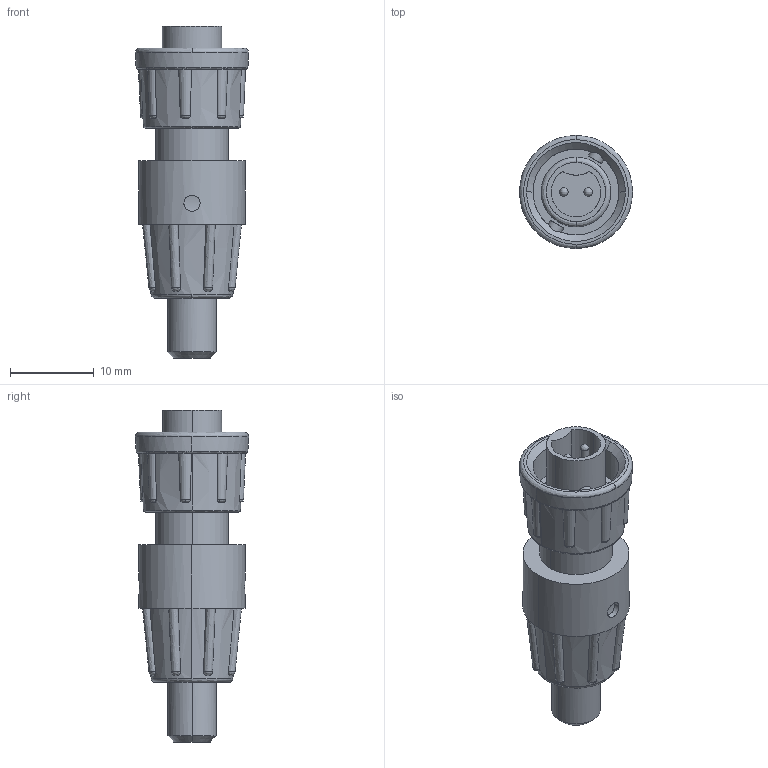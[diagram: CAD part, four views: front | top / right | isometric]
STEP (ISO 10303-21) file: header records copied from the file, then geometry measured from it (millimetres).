
FILE_DESCRIPTION (( 'STEP AP203' ), '1' );
FILE_NAME ('16280-2PG-315.STEP', '2013-09-27T15:27:51', ( 'J0FPBF1' ), ( '' ), 'SwSTEP 2.0', 'SolidWorks 2012', '' );
FILE_SCHEMA (( 'CONFIG_CONTROL_DESIGN' ));
Length unit declared in the file: inch
Products named in the file (1): 16280-2PG-315
Bounding box: 13.51 x 13.51 x 39.65 mm (x, y, z)
Volume: 2924.6 mm3; surface area: 2230.5 mm2
Topology: 1 solids, 1 shells, 157 faces, 479 edges, 329 vertices
Faces by surface type: bspline 60, plane 47, cylinder 29, cone 21
Entity records: 12373 total; most frequent: CARTESIAN_POINT 8710, ORIENTED_EDGE 946, DIRECTION 508, EDGE_CURVE 473, VERTEX_POINT 329, B_SPLINE_CURVE_WITH_KNOTS 262, AXIS2_PLACEMENT_3D 227, EDGE_LOOP 168
